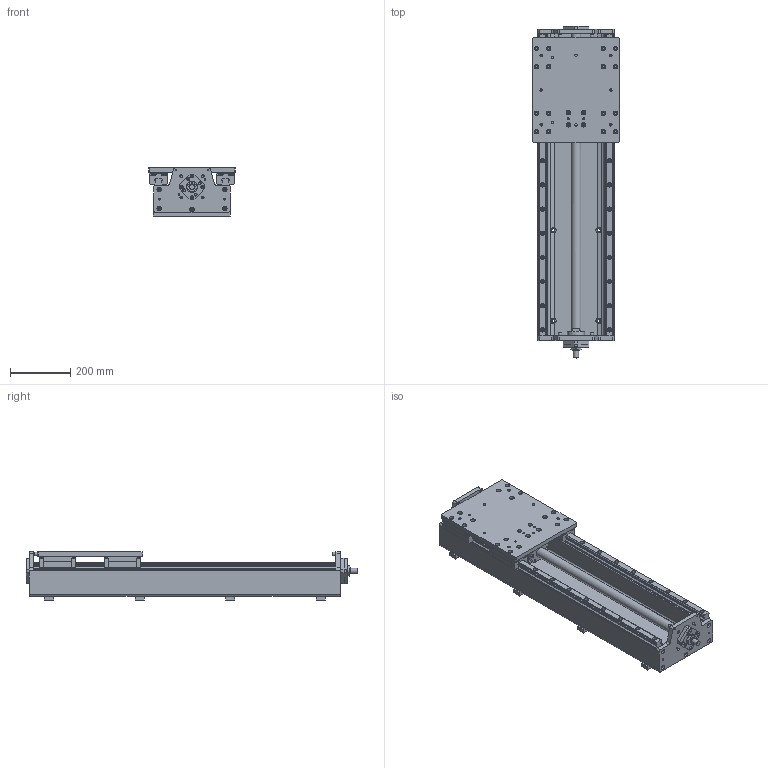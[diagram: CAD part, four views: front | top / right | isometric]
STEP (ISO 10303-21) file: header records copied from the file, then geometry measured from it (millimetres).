
FILE_DESCRIPTION((''),'2;1');
FILE_NAME('KK-HD-285-30-32XX-1000.stp','2009-03-22T20:30:17',('kurt'),(''),'Autodesk Inventor 2008','Autodesk Inventor 2008','');
FILE_SCHEMA(('AUTOMOTIVE_DESIGN { 1 0 10303 214 1 1 1 1 }'));
Length unit declared in the file: millimetre
Products named in the file (1): Part367
Bounding box: 285 x 1099 x 160 mm (x, y, z)
Volume: 15849247.7 mm3; surface area: 1692650.5 mm2
Topology: 1 solids, 13 shells, 2475 faces, 6893 edges, 4575 vertices
Faces by surface type: plane 1655, cylinder 446, bspline 247, cone 111, torus 16
Full cylindrical faces by diameter (mm): 2.459 x4, 3 x4, 3.5 x4, 4 x1, 4.917 x8, 5.5 x4, 6 x14, 6.6 x8, 6.647 x46, 8 x20, 8.376 x8, 9 x66, 10 x4, 10.106 x8, 11 x12, 14 x26, 15 x34, 17 x1, 18 x8, 19 x1, 20 x4, 23 x1, 25 x1, 26 x1, 28.64 x4, 29.082 x2, 32 x1, 33.45 x1, 37 x2, 38.36 x4
Entity records: 83629 total; most frequent: CARTESIAN_POINT 19838, ORIENTED_EDGE 12702, DIRECTION 11746, EDGE_CURVE 6351, VECTOR 4550, LINE 4550, VERTEX_POINT 4439, AXIS2_PLACEMENT_3D 3598
